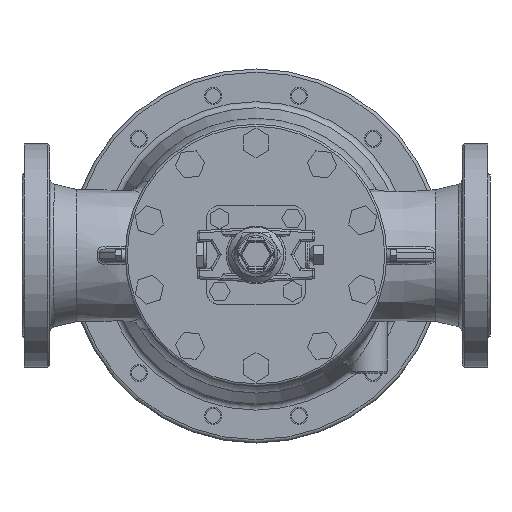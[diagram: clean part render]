
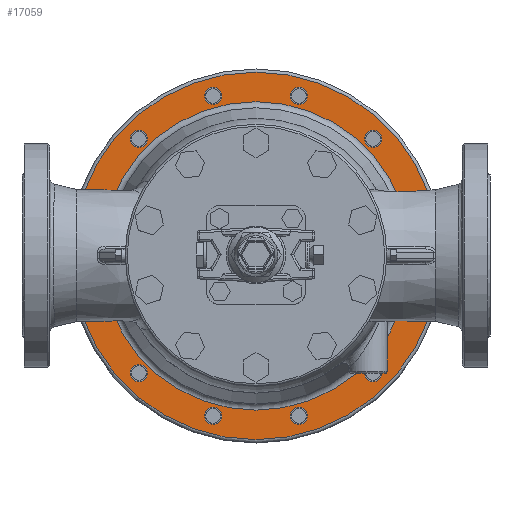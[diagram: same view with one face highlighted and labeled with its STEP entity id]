
A CAD part, top view. The second image highlights one B-rep face of the part: STEP entity #17059.
In plain terms, the highlighted planar face has unit normal (0, 0, 1).
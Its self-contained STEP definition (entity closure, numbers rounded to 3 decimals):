
#247=FACE_BOUND('',#2876,.T.);
#248=FACE_BOUND('',#2877,.T.);
#249=FACE_BOUND('',#2878,.T.);
#250=FACE_BOUND('',#2879,.T.);
#251=FACE_BOUND('',#2880,.T.);
#252=FACE_BOUND('',#2881,.T.);
#253=FACE_BOUND('',#2882,.T.);
#254=FACE_BOUND('',#2883,.T.);
#255=FACE_BOUND('',#2884,.T.);
#256=FACE_BOUND('',#2885,.T.);
#257=FACE_BOUND('',#2886,.T.);
#258=FACE_BOUND('',#2887,.T.);
#259=FACE_BOUND('',#2888,.T.);
#707=PLANE('',#18341);
#1629=FACE_OUTER_BOUND('',#2875,.T.);
#2875=EDGE_LOOP('',(#12788));
#2876=EDGE_LOOP('',(#12789));
#2877=EDGE_LOOP('',(#12790));
#2878=EDGE_LOOP('',(#12791));
#2879=EDGE_LOOP('',(#12792));
#2880=EDGE_LOOP('',(#12793));
#2881=EDGE_LOOP('',(#12794));
#2882=EDGE_LOOP('',(#12795));
#2883=EDGE_LOOP('',(#12796));
#2884=EDGE_LOOP('',(#12797));
#2885=EDGE_LOOP('',(#12798));
#2886=EDGE_LOOP('',(#12799));
#2887=EDGE_LOOP('',(#12800));
#2888=EDGE_LOOP('',(#12801));
#6639=CIRCLE('',#18223,6.918);
#6641=CIRCLE('',#18226,6.918);
#6643=CIRCLE('',#18229,6.918);
#6645=CIRCLE('',#18232,6.918);
#6647=CIRCLE('',#18235,6.918);
#6649=CIRCLE('',#18238,6.918);
#6651=CIRCLE('',#18241,6.918);
#6653=CIRCLE('',#18244,6.918);
#6655=CIRCLE('',#18247,6.918);
#6657=CIRCLE('',#18250,6.918);
#6659=CIRCLE('',#18253,6.918);
#6661=CIRCLE('',#18256,6.918);
#6708=CIRCLE('',#18340,172.);
#6709=CIRCLE('',#18342,144.344);
#7956=VERTEX_POINT('',#28573);
#7958=VERTEX_POINT('',#28578);
#7960=VERTEX_POINT('',#28583);
#7962=VERTEX_POINT('',#28588);
#7964=VERTEX_POINT('',#28593);
#7966=VERTEX_POINT('',#28598);
#7968=VERTEX_POINT('',#28603);
#7970=VERTEX_POINT('',#28608);
#7972=VERTEX_POINT('',#28613);
#7974=VERTEX_POINT('',#28618);
#7976=VERTEX_POINT('',#28623);
#7978=VERTEX_POINT('',#28628);
#8073=VERTEX_POINT('',#30792);
#8074=VERTEX_POINT('',#30795);
#9711=EDGE_CURVE('',#7956,#7956,#6639,.T.);
#9713=EDGE_CURVE('',#7958,#7958,#6641,.T.);
#9715=EDGE_CURVE('',#7960,#7960,#6643,.T.);
#9717=EDGE_CURVE('',#7962,#7962,#6645,.T.);
#9719=EDGE_CURVE('',#7964,#7964,#6647,.T.);
#9721=EDGE_CURVE('',#7966,#7966,#6649,.T.);
#9723=EDGE_CURVE('',#7968,#7968,#6651,.T.);
#9725=EDGE_CURVE('',#7970,#7970,#6653,.T.);
#9727=EDGE_CURVE('',#7972,#7972,#6655,.T.);
#9729=EDGE_CURVE('',#7974,#7974,#6657,.T.);
#9731=EDGE_CURVE('',#7976,#7976,#6659,.T.);
#9733=EDGE_CURVE('',#7978,#7978,#6661,.T.);
#9878=EDGE_CURVE('',#8073,#8073,#6708,.T.);
#9879=EDGE_CURVE('',#8074,#8074,#6709,.T.);
#12788=ORIENTED_EDGE('',*,*,#9878,.F.);
#12789=ORIENTED_EDGE('',*,*,#9711,.T.);
#12790=ORIENTED_EDGE('',*,*,#9713,.T.);
#12791=ORIENTED_EDGE('',*,*,#9715,.T.);
#12792=ORIENTED_EDGE('',*,*,#9717,.T.);
#12793=ORIENTED_EDGE('',*,*,#9719,.T.);
#12794=ORIENTED_EDGE('',*,*,#9721,.T.);
#12795=ORIENTED_EDGE('',*,*,#9723,.T.);
#12796=ORIENTED_EDGE('',*,*,#9725,.T.);
#12797=ORIENTED_EDGE('',*,*,#9727,.T.);
#12798=ORIENTED_EDGE('',*,*,#9729,.T.);
#12799=ORIENTED_EDGE('',*,*,#9731,.T.);
#12800=ORIENTED_EDGE('',*,*,#9733,.T.);
#12801=ORIENTED_EDGE('',*,*,#9879,.F.);
#17059=ADVANCED_FACE('',(#1629,#247,#248,#249,#250,#251,#252,#253,#254,
#255,#256,#257,#258,#259),#707,.T.);
#18223=AXIS2_PLACEMENT_3D('',#28574,#20360,#20361);
#18226=AXIS2_PLACEMENT_3D('',#28579,#20366,#20367);
#18229=AXIS2_PLACEMENT_3D('',#28584,#20372,#20373);
#18232=AXIS2_PLACEMENT_3D('',#28589,#20378,#20379);
#18235=AXIS2_PLACEMENT_3D('',#28594,#20384,#20385);
#18238=AXIS2_PLACEMENT_3D('',#28599,#20390,#20391);
#18241=AXIS2_PLACEMENT_3D('',#28604,#20396,#20397);
#18244=AXIS2_PLACEMENT_3D('',#28609,#20402,#20403);
#18247=AXIS2_PLACEMENT_3D('',#28614,#20408,#20409);
#18250=AXIS2_PLACEMENT_3D('',#28619,#20414,#20415);
#18253=AXIS2_PLACEMENT_3D('',#28624,#20420,#20421);
#18256=AXIS2_PLACEMENT_3D('',#28629,#20426,#20427);
#18340=AXIS2_PLACEMENT_3D('',#30793,#20610,#20611);
#18341=AXIS2_PLACEMENT_3D('',#30794,#20612,#20613);
#18342=AXIS2_PLACEMENT_3D('',#30796,#20614,#20615);
#20360=DIRECTION('center_axis',(0.,0.,-1.));
#20361=DIRECTION('ref_axis',(-0.866,0.5,0.));
#20366=DIRECTION('center_axis',(0.,0.,-1.));
#20367=DIRECTION('ref_axis',(-0.5,0.866,0.));
#20372=DIRECTION('center_axis',(0.,0.,-1.));
#20373=DIRECTION('ref_axis',(0.,1.,0.));
#20378=DIRECTION('center_axis',(0.,0.,-1.));
#20379=DIRECTION('ref_axis',(0.5,0.866,0.));
#20384=DIRECTION('center_axis',(0.,0.,-1.));
#20385=DIRECTION('ref_axis',(0.866,0.5,0.));
#20390=DIRECTION('center_axis',(0.,0.,-1.));
#20391=DIRECTION('ref_axis',(1.,0.,0.));
#20396=DIRECTION('center_axis',(0.,0.,-1.));
#20397=DIRECTION('ref_axis',(0.866,-0.5,0.));
#20402=DIRECTION('center_axis',(0.,0.,-1.));
#20403=DIRECTION('ref_axis',(0.5,-0.866,0.));
#20408=DIRECTION('center_axis',(0.,0.,-1.));
#20409=DIRECTION('ref_axis',(0.,-1.,0.));
#20414=DIRECTION('center_axis',(0.,0.,-1.));
#20415=DIRECTION('ref_axis',(-0.5,-0.866,0.));
#20420=DIRECTION('center_axis',(0.,0.,-1.));
#20421=DIRECTION('ref_axis',(-0.866,-0.5,0.));
#20426=DIRECTION('center_axis',(0.,0.,-1.));
#20427=DIRECTION('ref_axis',(-1.,0.,0.));
#20610=DIRECTION('center_axis',(0.,0.,-1.));
#20611=DIRECTION('ref_axis',(-1.,0.,0.));
#20612=DIRECTION('center_axis',(0.,0.,1.));
#20613=DIRECTION('ref_axis',(1.,0.,0.));
#20614=DIRECTION('center_axis',(0.,0.,1.));
#20615=DIRECTION('ref_axis',(-1.,0.,0.));
#28573=CARTESIAN_POINT('',(155.709,-43.576,36.));
#28574=CARTESIAN_POINT('Origin',(149.719,-40.117,36.));
#28578=CARTESIAN_POINT('',(113.06,-115.592,36.));
#28579=CARTESIAN_POINT('Origin',(109.602,-109.602,36.));
#28583=CARTESIAN_POINT('',(40.117,-156.636,36.));
#28584=CARTESIAN_POINT('Origin',(40.117,-149.719,36.));
#28588=CARTESIAN_POINT('',(-43.576,-155.709,36.));
#28589=CARTESIAN_POINT('Origin',(-40.117,-149.719,36.));
#28593=CARTESIAN_POINT('',(-115.592,-113.06,36.));
#28594=CARTESIAN_POINT('Origin',(-109.602,-109.602,36.));
#28598=CARTESIAN_POINT('',(-156.636,-40.117,36.));
#28599=CARTESIAN_POINT('Origin',(-149.719,-40.117,36.));
#28603=CARTESIAN_POINT('',(-155.709,43.576,36.));
#28604=CARTESIAN_POINT('Origin',(-149.719,40.117,36.));
#28608=CARTESIAN_POINT('',(-113.06,115.592,36.));
#28609=CARTESIAN_POINT('Origin',(-109.602,109.602,36.));
#28613=CARTESIAN_POINT('',(-40.117,156.636,36.));
#28614=CARTESIAN_POINT('Origin',(-40.117,149.719,36.));
#28618=CARTESIAN_POINT('',(43.576,155.709,36.));
#28619=CARTESIAN_POINT('Origin',(40.117,149.719,36.));
#28623=CARTESIAN_POINT('',(115.592,113.06,36.));
#28624=CARTESIAN_POINT('Origin',(109.602,109.602,36.));
#28628=CARTESIAN_POINT('',(156.636,40.117,36.));
#28629=CARTESIAN_POINT('Origin',(149.719,40.117,36.));
#30792=CARTESIAN_POINT('',(172.,0.,36.));
#30793=CARTESIAN_POINT('Origin',(0.,0.,36.));
#30794=CARTESIAN_POINT('Origin',(0.,0.,
36.));
#30795=CARTESIAN_POINT('',(144.344,0.,36.));
#30796=CARTESIAN_POINT('Origin',(0.,0.,36.));
